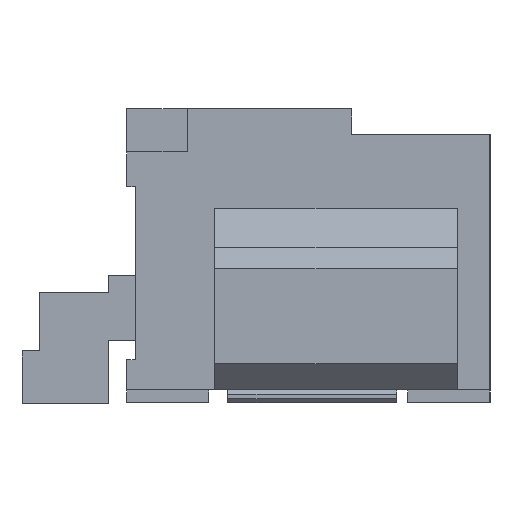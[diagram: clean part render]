
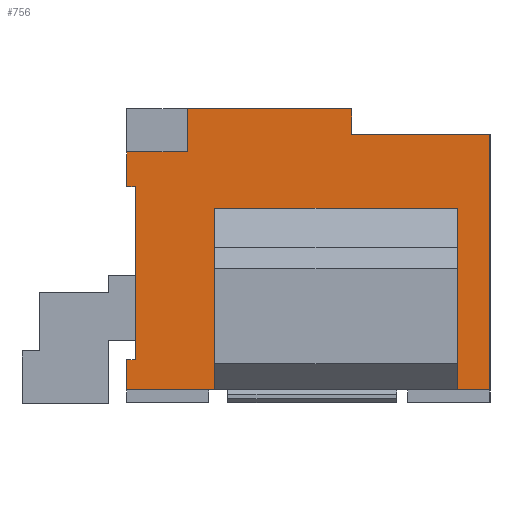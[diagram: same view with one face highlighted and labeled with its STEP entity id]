
A CAD part, left-side view. The second image highlights one B-rep face of the part: STEP entity #756.
In plain terms, the highlighted planar face has unit normal (-1, 0, 0).
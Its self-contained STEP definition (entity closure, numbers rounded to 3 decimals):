
#756 = ADVANCED_FACE( '', ( #1487 ), #1488, .T. );
#1487 = FACE_OUTER_BOUND( '', #2223, .T. );
#1488 = PLANE( '', #2224 );
#2223 = EDGE_LOOP( '', ( #4021, #4022, #4023, #4024, #4025, #4026, #4027, #4028, #4029, #4030, #4031, #4032, #4033, #4034, #4035, #4036 ) );
#2224 = AXIS2_PLACEMENT_3D( '', #4037, #4038, #4039 );
#4021 = ORIENTED_EDGE( '', *, *, #5314, .F. );
#4022 = ORIENTED_EDGE( '', *, *, #5484, .T. );
#4023 = ORIENTED_EDGE( '', *, *, #5253, .F. );
#4024 = ORIENTED_EDGE( '', *, *, #5477, .F. );
#4025 = ORIENTED_EDGE( '', *, *, #5485, .T. );
#4026 = ORIENTED_EDGE( '', *, *, #5434, .F. );
#4027 = ORIENTED_EDGE( '', *, *, #4781, .T. );
#4028 = ORIENTED_EDGE( '', *, *, #5105, .T. );
#4029 = ORIENTED_EDGE( '', *, *, #5375, .F. );
#4030 = ORIENTED_EDGE( '', *, *, #5235, .F. );
#4031 = ORIENTED_EDGE( '', *, *, #5486, .F. );
#4032 = ORIENTED_EDGE( '', *, *, #5487, .T. );
#4033 = ORIENTED_EDGE( '', *, *, #5320, .F. );
#4034 = ORIENTED_EDGE( '', *, *, #4809, .T. );
#4035 = ORIENTED_EDGE( '', *, *, #5389, .T. );
#4036 = ORIENTED_EDGE( '', *, *, #5367, .T. );
#4037 = CARTESIAN_POINT( '', ( -9., 0., 0. ) );
#4038 = DIRECTION( '', ( -1., 0., 0. ) );
#4039 = DIRECTION( '', ( 0., 0., 1. ) );
#4781 = EDGE_CURVE( '', #5747, #5745, #5748, .T. );
#4809 = EDGE_CURVE( '', #5796, #5794, #5797, .T. );
#5105 = EDGE_CURVE( '', #5745, #6291, #6293, .T. );
#5235 = EDGE_CURVE( '', #6491, #6492, #6493, .T. );
#5253 = EDGE_CURVE( '', #6515, #6516, #6517, .T. );
#5314 = EDGE_CURVE( '', #6605, #6607, #6608, .T. );
#5320 = EDGE_CURVE( '', #5796, #6616, #6617, .T. );
#5367 = EDGE_CURVE( '', #6680, #6607, #6681, .T. );
#5375 = EDGE_CURVE( '', #6492, #6291, #6690, .T. );
#5389 = EDGE_CURVE( '', #5794, #6680, #6710, .T. );
#5434 = EDGE_CURVE( '', #5747, #6760, #6761, .T. );
#5477 = EDGE_CURVE( '', #6809, #6515, #6811, .T. );
#5484 = EDGE_CURVE( '', #6605, #6516, #6818, .T. );
#5485 = EDGE_CURVE( '', #6809, #6760, #6819, .T. );
#5486 = EDGE_CURVE( '', #6820, #6491, #6821, .T. );
#5487 = EDGE_CURVE( '', #6820, #6616, #6822, .T. );
#5745 = VERTEX_POINT( '', #7152 );
#5747 = VERTEX_POINT( '', #7155 );
#5748 = LINE( '', #7156, #7157 );
#5794 = VERTEX_POINT( '', #7224 );
#5796 = VERTEX_POINT( '', #7227 );
#5797 = LINE( '', #7228, #7229 );
#6291 = VERTEX_POINT( '', #7963 );
#6293 = LINE( '', #7966, #7967 );
#6491 = VERTEX_POINT( '', #8266 );
#6492 = VERTEX_POINT( '', #8267 );
#6493 = LINE( '', #8268, #8269 );
#6515 = VERTEX_POINT( '', #8306 );
#6516 = VERTEX_POINT( '', #8307 );
#6517 = LINE( '', #8308, #8309 );
#6605 = VERTEX_POINT( '', #8449 );
#6607 = VERTEX_POINT( '', #8452 );
#6608 = LINE( '', #8453, #8454 );
#6616 = VERTEX_POINT( '', #8467 );
#6617 = LINE( '', #8468, #8469 );
#6680 = VERTEX_POINT( '', #8568 );
#6681 = LINE( '', #8569, #8570 );
#6690 = LINE( '', #8584, #8585 );
#6710 = LINE( '', #8615, #8616 );
#6760 = VERTEX_POINT( '', #8690 );
#6761 = LINE( '', #8691, #8692 );
#6809 = VERTEX_POINT( '', #8765 );
#6811 = LINE( '', #8768, #8769 );
#6818 = LINE( '', #8780, #8781 );
#6819 = LINE( '', #8782, #8783 );
#6820 = VERTEX_POINT( '', #8784 );
#6821 = LINE( '', #8785, #8786 );
#6822 = LINE( '', #8787, #8788 );
#7152 = CARTESIAN_POINT( '', ( -9., 2.1, 1.2 ) );
#7155 = CARTESIAN_POINT( '', ( -9., 1.4, 1.2 ) );
#7156 = CARTESIAN_POINT( '', ( -9., 1.4, 1.2 ) );
#7157 = VECTOR( '', #9020, 1000. );
#7224 = CARTESIAN_POINT( '', ( -9., 1.08, 0.55 ) );
#7227 = CARTESIAN_POINT( '', ( -9., 1.08, -1.55 ) );
#7228 = CARTESIAN_POINT( '', ( -9., 1.08, -1.7 ) );
#7229 = VECTOR( '', #9043, 1000. );
#7963 = CARTESIAN_POINT( '', ( -9., 2.1, 0.8 ) );
#7966 = CARTESIAN_POINT( '', ( -9., 2.1, 1.7 ) );
#7967 = VECTOR( '', #9285, 1000. );
#8266 = CARTESIAN_POINT( '', ( -9., 2., -1.2 ) );
#8267 = CARTESIAN_POINT( '', ( -9., 2., 0.8 ) );
#8268 = CARTESIAN_POINT( '', ( -9., 2., 0. ) );
#8269 = VECTOR( '', #9387, 1000. );
#8306 = CARTESIAN_POINT( '', ( -9., -0.5, 1.4 ) );
#8307 = CARTESIAN_POINT( '', ( -9., -2.1, 1.4 ) );
#8308 = CARTESIAN_POINT( '', ( -9., 0., 1.4 ) );
#8309 = VECTOR( '', #9403, 1000. );
#8449 = CARTESIAN_POINT( '', ( -9., -2.1, -1.55 ) );
#8452 = CARTESIAN_POINT( '', ( -9., -1.72, -1.55 ) );
#8453 = CARTESIAN_POINT( '', ( -9., 0., -1.55 ) );
#8454 = VECTOR( '', #9457, 1000. );
#8467 = CARTESIAN_POINT( '', ( -9., 2.1, -1.55 ) );
#8468 = CARTESIAN_POINT( '', ( -9., 0., -1.55 ) );
#8469 = VECTOR( '', #9463, 1000. );
#8568 = CARTESIAN_POINT( '', ( -9., -1.72, 0.55 ) );
#8569 = CARTESIAN_POINT( '', ( -9., -1.72, 0.1 ) );
#8570 = VECTOR( '', #9500, 1000. );
#8584 = CARTESIAN_POINT( '', ( -9., 0., 0.8 ) );
#8585 = VECTOR( '', #9506, 1000. );
#8615 = CARTESIAN_POINT( '', ( -9., -1.72, 0.55 ) );
#8616 = VECTOR( '', #9517, 1000. );
#8690 = CARTESIAN_POINT( '', ( -9., 1.4, 1.7 ) );
#8691 = CARTESIAN_POINT( '', ( -9., 1.4, 1.2 ) );
#8692 = VECTOR( '', #9542, 1000. );
#8765 = CARTESIAN_POINT( '', ( -9., -0.5, 1.7 ) );
#8768 = CARTESIAN_POINT( '', ( -9., -0.5, 0. ) );
#8769 = VECTOR( '', #9569, 1000. );
#8780 = CARTESIAN_POINT( '', ( -9., -2.1, -1.7 ) );
#8781 = VECTOR( '', #9574, 1000. );
#8782 = CARTESIAN_POINT( '', ( -9., -2.1, 1.7 ) );
#8783 = VECTOR( '', #9575, 1000. );
#8784 = CARTESIAN_POINT( '', ( -9., 2.1, -1.2 ) );
#8785 = CARTESIAN_POINT( '', ( -9., 0., -1.2 ) );
#8786 = VECTOR( '', #9576, 1000. );
#8787 = CARTESIAN_POINT( '', ( -9., 2.1, 1.7 ) );
#8788 = VECTOR( '', #9577, 1000. );
#9020 = DIRECTION( '', ( 0., 1., 0. ) );
#9043 = DIRECTION( '', ( 0., 0., 1. ) );
#9285 = DIRECTION( '', ( 0., 0., -1. ) );
#9387 = DIRECTION( '', ( 0., 0., 1. ) );
#9403 = DIRECTION( '', ( 0., -1., 0. ) );
#9457 = DIRECTION( '', ( 0., 1., 0. ) );
#9463 = DIRECTION( '', ( 0., 1., 0. ) );
#9500 = DIRECTION( '', ( 0., 0., -1. ) );
#9506 = DIRECTION( '', ( 0., 1., 0. ) );
#9517 = DIRECTION( '', ( 0., -1., 0. ) );
#9542 = DIRECTION( '', ( 0., 0., 1. ) );
#9569 = DIRECTION( '', ( 0., 0., -1. ) );
#9574 = DIRECTION( '', ( 0., 0., 1. ) );
#9575 = DIRECTION( '', ( 0., 1., 0. ) );
#9576 = DIRECTION( '', ( 0., -1., 0. ) );
#9577 = DIRECTION( '', ( 0., 0., -1. ) );
